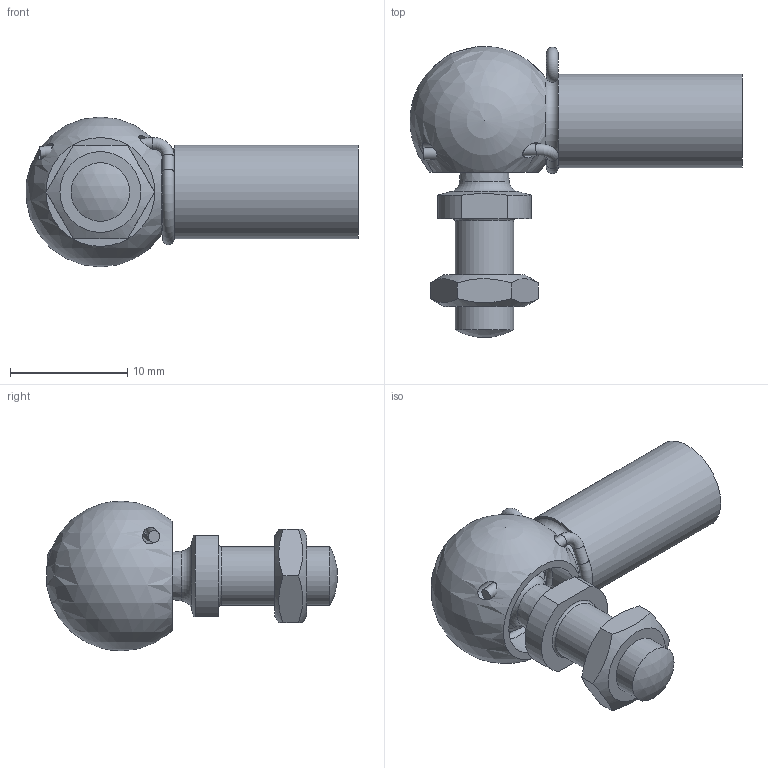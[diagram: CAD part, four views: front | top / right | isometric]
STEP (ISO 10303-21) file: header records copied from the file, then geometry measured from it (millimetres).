
FILE_DESCRIPTION((''),'2;1');
FILE_NAME('0615-Winkelgelenk-WGB3M5BL.stp','2012-07-16T09:48:01',('CADNEU'),(''),'Autodesk Inventor 2012','Autodesk Inventor 2012','');
FILE_SCHEMA(('AUTOMOTIVE_DESIGN { 1 0 10303 214 1 1 1 1 }'));
Length unit declared in the file: millimetre
Products named in the file (7): WGB3M5BL; PFJ3M5BL; Buegel_08; Sperngring-D08; KB08M5x10.2BL; DIN EN 24035 M5
Assembly tree (6 placements, depth 3):
  WGB3M5BL
    PFJ3M5BL
      PFJ3M5BL
      Buegel_08
      Sperngring-D08
    KB08M5x10.2BL
    DIN EN 24035 M5
Bounding box: 28.35 x 24.85 x 12.8 mm (x, y, z)
Volume: 1936.8 mm3; surface area: 2256.6 mm2
Topology: 5 solids, 5 shells, 55 faces, 114 edges, 73 vertices
Faces by surface type: plane 22, cylinder 13, cone 8, torus 8, sphere 4
Full cylindrical faces by diameter (mm): 1 x3, 1.3 x1, 4.134 x2, 5 x1, 8 x3, 10.2 x1
Entity records: 1522 total; most frequent: CARTESIAN_POINT 351, DIRECTION 232, ORIENTED_EDGE 142, AXIS2_PLACEMENT_3D 110, EDGE_LOOP 96, EDGE_CURVE 71, VERTEX_POINT 61, FACE_OUTER_BOUND 55
